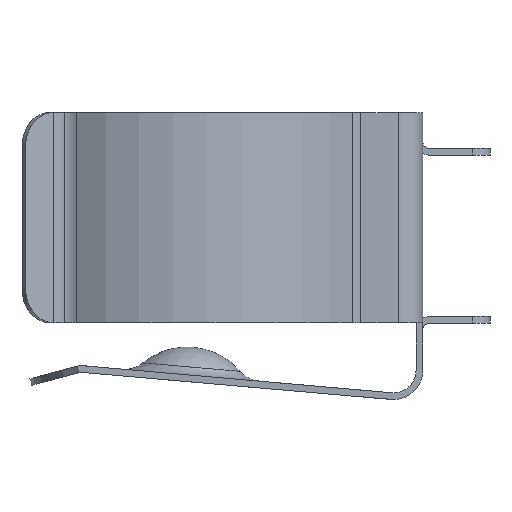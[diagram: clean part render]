
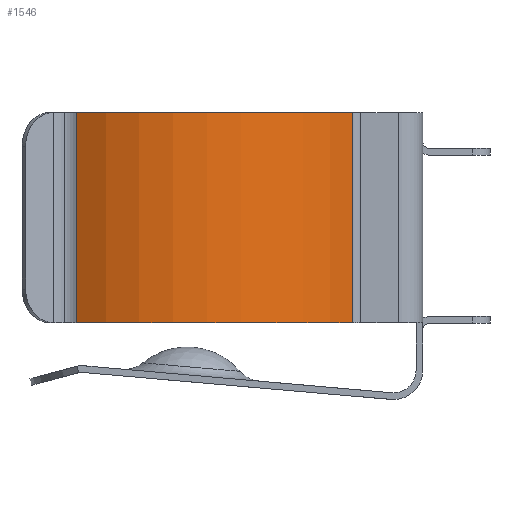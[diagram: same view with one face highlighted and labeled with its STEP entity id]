
A CAD part, left-side view. The second image highlights one B-rep face of the part: STEP entity #1546.
In plain terms, the highlighted cylindrical face has radius 9.305 mm (diameter 18.61 mm), a partial arc.
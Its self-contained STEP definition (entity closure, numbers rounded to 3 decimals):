
#5 = ORIENTED_EDGE ( 'NONE', *, *, #1166, .F. ) ;
#66 = CARTESIAN_POINT ( 'NONE',  ( -0.139, 10.618, -3.938 ) ) ;
#231 = ORIENTED_EDGE ( 'NONE', *, *, #1661, .F. ) ;
#383 = DIRECTION ( 'NONE',  ( 1., 0., 0. ) ) ;
#518 = ORIENTED_EDGE ( 'NONE', *, *, #1229, .T. ) ;
#565 = LINE ( 'NONE', #657, #2215 ) ;
#580 = DIRECTION ( 'NONE',  ( 0., 0., 1. ) ) ;
#593 = AXIS2_PLACEMENT_3D ( 'NONE', #1887, #1398, #383 ) ;
#657 = CARTESIAN_POINT ( 'NONE',  ( -5.738, 3.186, -3.938 ) ) ;
#703 = DIRECTION ( 'NONE',  ( 0., 0., 1. ) ) ;
#711 = CYLINDRICAL_SURFACE ( 'NONE', #1995, 9.305 ) ;
#794 = VECTOR ( 'NONE', #703, 1000. ) ;
#795 = DIRECTION ( 'NONE',  ( 1., 0., 0. ) ) ;
#857 = DIRECTION ( 'NONE',  ( 0., 0., 1. ) ) ;
#1035 = VERTEX_POINT ( 'NONE', #1114 ) ;
#1040 = CARTESIAN_POINT ( 'NONE',  ( -7.925, 15.713, -3.938 ) ) ;
#1114 = CARTESIAN_POINT ( 'NONE',  ( -7.925, 15.713, 5.587 ) ) ;
#1166 = EDGE_CURVE ( 'NONE', #2994, #1035, #2370, .T. ) ;
#1229 = EDGE_CURVE ( 'NONE', #2263, #2169, #565, .T. ) ;
#1398 = DIRECTION ( 'NONE',  ( 0., 0., 1. ) ) ;
#1542 = CIRCLE ( 'NONE', #2337, 9.305 ) ;
#1546 = ADVANCED_FACE ( 'NONE', ( #1974 ), #711, .T. ) ;
#1661 = EDGE_CURVE ( 'NONE', #1035, #2169, #1542, .T. ) ;
#1832 = CARTESIAN_POINT ( 'NONE',  ( -5.738, 3.186, 5.587 ) ) ;
#1877 = DIRECTION ( 'NONE',  ( 1., 0., 0. ) ) ;
#1887 = CARTESIAN_POINT ( 'NONE',  ( -0.139, 10.618, -3.938 ) ) ;
#1974 = FACE_OUTER_BOUND ( 'NONE', #2008, .T. ) ;
#1995 = AXIS2_PLACEMENT_3D ( 'NONE', #66, #580, #795 ) ;
#2008 = EDGE_LOOP ( 'NONE', ( #518, #231, #5, #2785 ) ) ;
#2044 = CIRCLE ( 'NONE', #593, 9.305 ) ;
#2169 = VERTEX_POINT ( 'NONE', #1832 ) ;
#2197 = DIRECTION ( 'NONE',  ( 0., 0., 1. ) ) ;
#2215 = VECTOR ( 'NONE', #2197, 1000. ) ;
#2216 = CARTESIAN_POINT ( 'NONE',  ( -7.925, 15.713, -3.938 ) ) ;
#2263 = VERTEX_POINT ( 'NONE', #2792 ) ;
#2337 = AXIS2_PLACEMENT_3D ( 'NONE', #2378, #857, #1877 ) ;
#2370 = LINE ( 'NONE', #2216, #794 ) ;
#2378 = CARTESIAN_POINT ( 'NONE',  ( -0.139, 10.618, 5.587 ) ) ;
#2716 = EDGE_CURVE ( 'NONE', #2994, #2263, #2044, .T. ) ;
#2785 = ORIENTED_EDGE ( 'NONE', *, *, #2716, .T. ) ;
#2792 = CARTESIAN_POINT ( 'NONE',  ( -5.738, 3.186, -3.938 ) ) ;
#2994 = VERTEX_POINT ( 'NONE', #1040 ) ;
